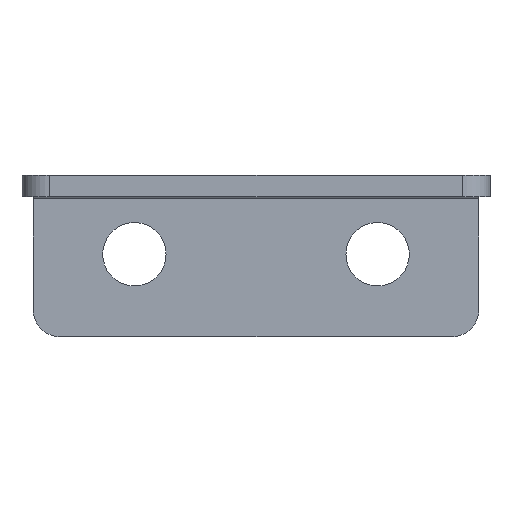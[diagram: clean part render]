
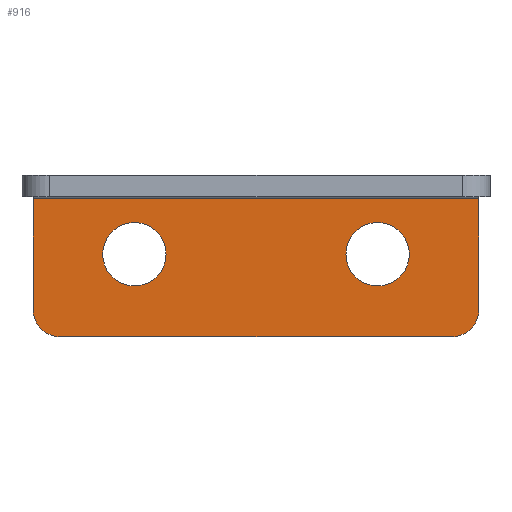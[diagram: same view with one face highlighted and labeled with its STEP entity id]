
A CAD part, left-side view. The second image highlights one B-rep face of the part: STEP entity #916.
In plain terms, the highlighted planar face has unit normal (-1, 0, 0).
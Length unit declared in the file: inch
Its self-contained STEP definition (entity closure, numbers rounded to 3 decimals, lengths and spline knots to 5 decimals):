
#214 = FACE_BOUND ( 'NONE', #783, .T. ) ;
#215 = PLANE ( 'NONE',  #1077 ) ;
#216 = FACE_OUTER_BOUND ( 'NONE', #754, .T. ) ;
#217 = DIRECTION ( 'NONE',  ( 0., 0., -1. ) ) ;
#218 = CARTESIAN_POINT ( 'NONE',  ( 6.56462, 3.5046, 6.44701 ) ) ;
#219 = DIRECTION ( 'NONE',  ( 1., 0., 0. ) ) ;
#221 = FACE_BOUND ( 'NONE', #768, .T. ) ;
#262 = DIRECTION ( 'NONE',  ( 1., 0., 0. ) ) ;
#264 = DIRECTION ( 'NONE',  ( 0., 0., -1. ) ) ;
#270 = DIRECTION ( 'NONE',  ( 0., 0., -1. ) ) ;
#276 = CARTESIAN_POINT ( 'NONE',  ( 6.56462, 4.6956, -0.28699 ) ) ;
#277 = DIRECTION ( 'NONE',  ( 1., 0., 0. ) ) ;
#280 = CARTESIAN_POINT ( 'NONE',  ( 6.56462, 4.9636, -0.48699 ) ) ;
#281 = DIRECTION ( 'NONE',  ( 1., 0., 0. ) ) ;
#290 = CARTESIAN_POINT ( 'NONE',  ( 6.56462, 4.6956, -0.28699 ) ) ;
#295 = DIRECTION ( 'NONE',  ( 0., 0., -1. ) ) ;
#308 = DIRECTION ( 'NONE',  ( 0., 0., 1. ) ) ;
#310 = CARTESIAN_POINT ( 'NONE',  ( 6.56462, 3.4446, -0.48699 ) ) ;
#317 = LINE ( 'NONE', #310, #1059 ) ;
#320 = LINE ( 'NONE', #323, #1046 ) ;
#323 = CARTESIAN_POINT ( 'NONE',  ( 6.56462, 5.0636, 0.02396 ) ) ;
#325 = DIRECTION ( 'NONE',  ( 0., 0., -1. ) ) ;
#331 = DIRECTION ( 'NONE',  ( 1., 0., 0. ) ) ;
#334 = DIRECTION ( 'NONE',  ( 0., 0., -1. ) ) ;
#338 = CARTESIAN_POINT ( 'NONE',  ( 6.56462, 3.8126, -0.28699 ) ) ;
#345 = DIRECTION ( 'NONE',  ( 0., 0., -1. ) ) ;
#354 = CARTESIAN_POINT ( 'NONE',  ( 6.56462, 3.5446, -0.48699 ) ) ;
#355 = DIRECTION ( 'NONE',  ( 1., 0., 0. ) ) ;
#387 = LINE ( 'NONE', #398, #1008 ) ;
#398 = CARTESIAN_POINT ( 'NONE',  ( 6.56462, 3.5446, -0.58699 ) ) ;
#402 = DIRECTION ( 'NONE',  ( 0., 1., 0. ) ) ;
#431 = CARTESIAN_POINT ( 'NONE',  ( 6.56462, 3.8126, -0.28699 ) ) ;
#441 = DIRECTION ( 'NONE',  ( 0., 0., -1. ) ) ;
#444 = DIRECTION ( 'NONE',  ( 1., 0., 0. ) ) ;
#494 = LINE ( 'NONE', #498, #1000 ) ;
#498 = CARTESIAN_POINT ( 'NONE',  ( 6.56462, 3.5046, -0.086 ) ) ;
#502 = DIRECTION ( 'NONE',  ( 0., 1., 0. ) ) ;
#508 = ORIENTED_EDGE ( 'NONE', *, *, #844, .T. ) ;
#513 = ORIENTED_EDGE ( 'NONE', *, *, #843, .F. ) ;
#518 = ORIENTED_EDGE ( 'NONE', *, *, #885, .F. ) ;
#525 = ORIENTED_EDGE ( 'NONE', *, *, #865, .T. ) ;
#527 = ORIENTED_EDGE ( 'NONE', *, *, #900, .T. ) ;
#529 = ORIENTED_EDGE ( 'NONE', *, *, #849, .T. ) ;
#532 = ORIENTED_EDGE ( 'NONE', *, *, #859, .F. ) ;
#537 = ORIENTED_EDGE ( 'NONE', *, *, #871, .F. ) ;
#542 = ORIENTED_EDGE ( 'NONE', *, *, #863, .F. ) ;
#556 = ORIENTED_EDGE ( 'NONE', *, *, #840, .T. ) ;
#633 = VERTEX_POINT ( 'NONE', #668 ) ;
#668 = CARTESIAN_POINT ( 'NONE',  ( 6.56462, 3.4446, -0.48699 ) ) ;
#674 = VERTEX_POINT ( 'NONE', #788 ) ;
#677 = VERTEX_POINT ( 'NONE', #789 ) ;
#700 = VERTEX_POINT ( 'NONE', #773 ) ;
#701 = VERTEX_POINT ( 'NONE', #810 ) ;
#705 = VERTEX_POINT ( 'NONE', #790 ) ;
#707 = VERTEX_POINT ( 'NONE', #791 ) ;
#710 = VERTEX_POINT ( 'NONE', #807 ) ;
#717 = VERTEX_POINT ( 'NONE', #775 ) ;
#733 = VERTEX_POINT ( 'NONE', #822 ) ;
#754 = EDGE_LOOP ( 'NONE', ( #532, #556, #542, #513, #518, #537 ) ) ;
#768 = EDGE_LOOP ( 'NONE', ( #525, #527 ) ) ;
#773 = CARTESIAN_POINT ( 'NONE',  ( 6.56462, 3.4446, -0.086 ) ) ;
#775 = CARTESIAN_POINT ( 'NONE',  ( 6.56462, 5.0636, -0.086 ) ) ;
#783 = EDGE_LOOP ( 'NONE', ( #529, #508 ) ) ;
#788 = CARTESIAN_POINT ( 'NONE',  ( 6.56462, 3.5446, -0.58699 ) ) ;
#789 = CARTESIAN_POINT ( 'NONE',  ( 6.56462, 4.9636, -0.58699 ) ) ;
#790 = CARTESIAN_POINT ( 'NONE',  ( 6.56462, 4.6956, -0.40199 ) ) ;
#791 = CARTESIAN_POINT ( 'NONE',  ( 6.56462, 4.6956, -0.17199 ) ) ;
#807 = CARTESIAN_POINT ( 'NONE',  ( 6.56462, 5.0636, -0.48699 ) ) ;
#810 = CARTESIAN_POINT ( 'NONE',  ( 6.56462, 3.8126, -0.17199 ) ) ;
#822 = CARTESIAN_POINT ( 'NONE',  ( 6.56462, 3.8126, -0.40199 ) ) ;
#840 = EDGE_CURVE ( 'NONE', #700, #717, #494, .T. ) ;
#843 = EDGE_CURVE ( 'NONE', #677, #710, #994, .T. ) ;
#844 = EDGE_CURVE ( 'NONE', #707, #705, #981, .T. ) ;
#849 = EDGE_CURVE ( 'NONE', #705, #707, #989, .T. ) ;
#859 = EDGE_CURVE ( 'NONE', #700, #633, #317, .T. ) ;
#863 = EDGE_CURVE ( 'NONE', #710, #717, #320, .T. ) ;
#865 = EDGE_CURVE ( 'NONE', #733, #701, #1027, .T. ) ;
#871 = EDGE_CURVE ( 'NONE', #633, #674, #1055, .T. ) ;
#885 = EDGE_CURVE ( 'NONE', #674, #677, #387, .T. ) ;
#900 = EDGE_CURVE ( 'NONE', #701, #733, #1022, .T. ) ;
#916 = ADVANCED_FACE ( 'NONE', ( #221, #214, #216 ), #215, .F. ) ;
#980 = AXIS2_PLACEMENT_3D ( 'NONE', #276, #277, #270 ) ;
#981 = CIRCLE ( 'NONE', #980, 0.115 ) ;
#982 = AXIS2_PLACEMENT_3D ( 'NONE', #280, #262, #264 ) ;
#989 = CIRCLE ( 'NONE', #990, 0.115 ) ;
#990 = AXIS2_PLACEMENT_3D ( 'NONE', #290, #281, #295 ) ;
#994 = CIRCLE ( 'NONE', #982, 0.1 ) ;
#1000 = VECTOR ( 'NONE', #502, 39.37008 ) ;
#1008 = VECTOR ( 'NONE', #402, 39.37008 ) ;
#1022 = CIRCLE ( 'NONE', #1044, 0.115 ) ;
#1027 = CIRCLE ( 'NONE', #1051, 0.115 ) ;
#1044 = AXIS2_PLACEMENT_3D ( 'NONE', #431, #444, #441 ) ;
#1046 = VECTOR ( 'NONE', #308, 39.37008 ) ;
#1051 = AXIS2_PLACEMENT_3D ( 'NONE', #338, #331, #334 ) ;
#1055 = CIRCLE ( 'NONE', #1058, 0.1 ) ;
#1058 = AXIS2_PLACEMENT_3D ( 'NONE', #354, #355, #345 ) ;
#1059 = VECTOR ( 'NONE', #325, 39.37008 ) ;
#1077 = AXIS2_PLACEMENT_3D ( 'NONE', #218, #219, #217 ) ;
